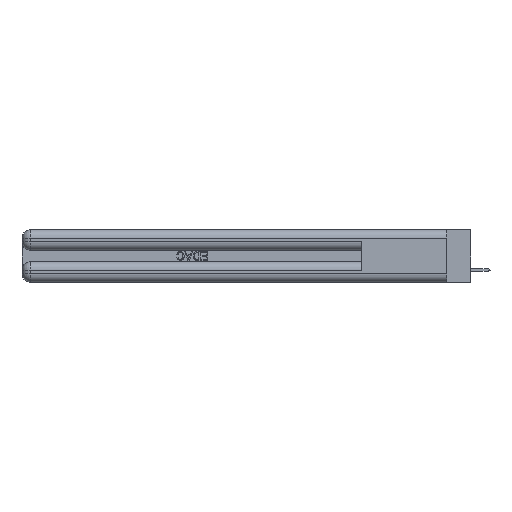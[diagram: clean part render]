
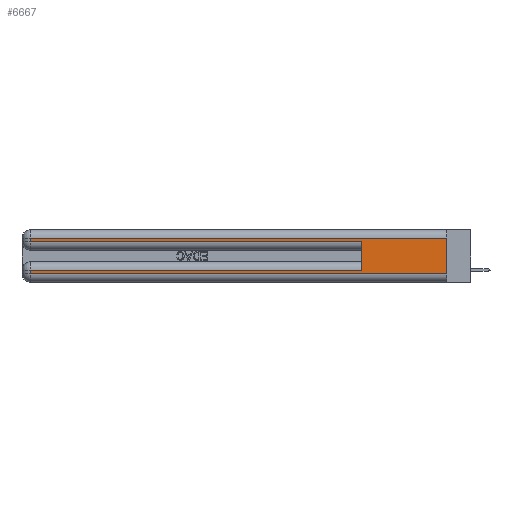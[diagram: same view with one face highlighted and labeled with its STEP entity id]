
A CAD part, left-side view. The second image highlights one B-rep face of the part: STEP entity #6667.
In plain terms, the highlighted planar face has unit normal (-1, 0, 0).
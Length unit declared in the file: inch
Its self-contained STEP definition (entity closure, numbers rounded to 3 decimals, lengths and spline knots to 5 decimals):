
#733 = LINE ( 'NONE', #29154, #17002 ) ;
#991 = LINE ( 'NONE', #38130, #5280 ) ;
#1397 = DIRECTION ( 'NONE',  ( 0., -1., 0. ) ) ;
#1457 = LINE ( 'NONE', #7756, #32755 ) ;
#2047 = DIRECTION ( 'NONE',  ( 0., 0., -1. ) ) ;
#3765 = ORIENTED_EDGE ( 'NONE', *, *, #27924, .T. ) ;
#4373 = CARTESIAN_POINT ( 'NONE',  ( 0., 0., 0.285 ) ) ;
#4781 = LINE ( 'NONE', #4373, #31742 ) ;
#5280 = VECTOR ( 'NONE', #1397, 39.37008 ) ;
#5898 = ORIENTED_EDGE ( 'NONE', *, *, #13363, .F. ) ;
#6150 = VERTEX_POINT ( 'NONE', #30722 ) ;
#6232 = VERTEX_POINT ( 'NONE', #37777 ) ;
#6385 = VERTEX_POINT ( 'NONE', #16879 ) ;
#6667 = ADVANCED_FACE ( 'NONE', ( #39372 ), #8340, .F. ) ;
#6739 = EDGE_CURVE ( 'NONE', #30413, #6385, #21728, .T. ) ;
#6808 = CARTESIAN_POINT ( 'NONE',  ( 0., 2.94, 0.37 ) ) ;
#7756 = CARTESIAN_POINT ( 'NONE',  ( 0., 2.94, 0.37 ) ) ;
#8340 = PLANE ( 'NONE',  #19291 ) ;
#8548 = CARTESIAN_POINT ( 'NONE',  ( 0., 0., 0.37 ) ) ;
#9204 = EDGE_CURVE ( 'NONE', #19630, #29492, #4781, .T. ) ;
#11897 = CARTESIAN_POINT ( 'NONE',  ( 0., 0.6, 0.285 ) ) ;
#12098 = CARTESIAN_POINT ( 'NONE',  ( 0., 0., 0.31 ) ) ;
#13363 = EDGE_CURVE ( 'NONE', #28773, #29492, #733, .T. ) ;
#13840 = VECTOR ( 'NONE', #30564, 39.37008 ) ;
#14576 = LINE ( 'NONE', #26973, #34120 ) ;
#14810 = EDGE_CURVE ( 'NONE', #30413, #6232, #18584, .T. ) ;
#15391 = CARTESIAN_POINT ( 'NONE',  ( 0., 0., 0.31 ) ) ;
#15435 = DIRECTION ( 'NONE',  ( 0., 0., -1. ) ) ;
#15629 = CARTESIAN_POINT ( 'NONE',  ( 0., 0.6, 0.085 ) ) ;
#16879 = CARTESIAN_POINT ( 'NONE',  ( 0., 0., 0.06 ) ) ;
#17002 = VECTOR ( 'NONE', #38270, 39.37008 ) ;
#18584 = LINE ( 'NONE', #12098, #13840 ) ;
#19112 = VECTOR ( 'NONE', #37263, 39.37008 ) ;
#19291 = AXIS2_PLACEMENT_3D ( 'NONE', #8548, #30266, #2047 ) ;
#19630 = VERTEX_POINT ( 'NONE', #22429 ) ;
#19816 = DIRECTION ( 'NONE',  ( 0., -1., 0. ) ) ;
#21698 = ORIENTED_EDGE ( 'NONE', *, *, #26521, .T. ) ;
#21728 = LINE ( 'NONE', #25383, #36145 ) ;
#22429 = CARTESIAN_POINT ( 'NONE',  ( 0., 2.94, 0.285 ) ) ;
#23694 = ORIENTED_EDGE ( 'NONE', *, *, #37207, .T. ) ;
#24423 = ORIENTED_EDGE ( 'NONE', *, *, #31257, .T. ) ;
#24867 = EDGE_LOOP ( 'NONE', ( #33730, #33449, #21698, #37524, #5898, #3765, #23694, #24423 ) ) ;
#24916 = LINE ( 'NONE', #6808, #19112 ) ;
#25383 = CARTESIAN_POINT ( 'NONE',  ( 0., 0., 0.37 ) ) ;
#25632 = DIRECTION ( 'NONE',  ( 0., 0., -1. ) ) ;
#25687 = CARTESIAN_POINT ( 'NONE',  ( 0., 2.94, 0.06 ) ) ;
#26521 = EDGE_CURVE ( 'NONE', #6232, #19630, #24916, .T. ) ;
#26582 = DIRECTION ( 'NONE',  ( 0., 1., 0. ) ) ;
#26973 = CARTESIAN_POINT ( 'NONE',  ( 0., 0., 0.085 ) ) ;
#27924 = EDGE_CURVE ( 'NONE', #28773, #6150, #14576, .T. ) ;
#28773 = VERTEX_POINT ( 'NONE', #15629 ) ;
#29154 = CARTESIAN_POINT ( 'NONE',  ( 0., 0.6, 0.145 ) ) ;
#29492 = VERTEX_POINT ( 'NONE', #11897 ) ;
#30266 = DIRECTION ( 'NONE',  ( 1., 0., 0. ) ) ;
#30413 = VERTEX_POINT ( 'NONE', #15391 ) ;
#30564 = DIRECTION ( 'NONE',  ( 0., 1., 0. ) ) ;
#30722 = CARTESIAN_POINT ( 'NONE',  ( 0., 2.94, 0.085 ) ) ;
#31257 = EDGE_CURVE ( 'NONE', #36873, #6385, #991, .T. ) ;
#31742 = VECTOR ( 'NONE', #19816, 39.37008 ) ;
#32755 = VECTOR ( 'NONE', #25632, 39.37008 ) ;
#33449 = ORIENTED_EDGE ( 'NONE', *, *, #14810, .T. ) ;
#33730 = ORIENTED_EDGE ( 'NONE', *, *, #6739, .F. ) ;
#34120 = VECTOR ( 'NONE', #26582, 39.37008 ) ;
#36145 = VECTOR ( 'NONE', #15435, 39.37008 ) ;
#36873 = VERTEX_POINT ( 'NONE', #25687 ) ;
#37207 = EDGE_CURVE ( 'NONE', #6150, #36873, #1457, .T. ) ;
#37263 = DIRECTION ( 'NONE',  ( 0., 0., -1. ) ) ;
#37524 = ORIENTED_EDGE ( 'NONE', *, *, #9204, .T. ) ;
#37777 = CARTESIAN_POINT ( 'NONE',  ( 0., 2.94, 0.31 ) ) ;
#38130 = CARTESIAN_POINT ( 'NONE',  ( 0., 0., 0.06 ) ) ;
#38270 = DIRECTION ( 'NONE',  ( 0., 0., 1. ) ) ;
#39372 = FACE_OUTER_BOUND ( 'NONE', #24867, .T. ) ;
